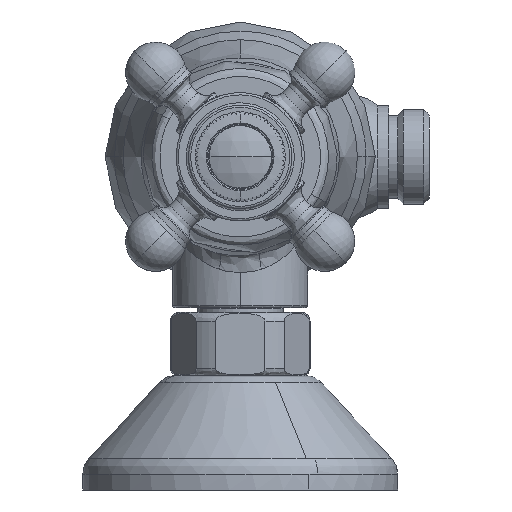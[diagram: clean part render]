
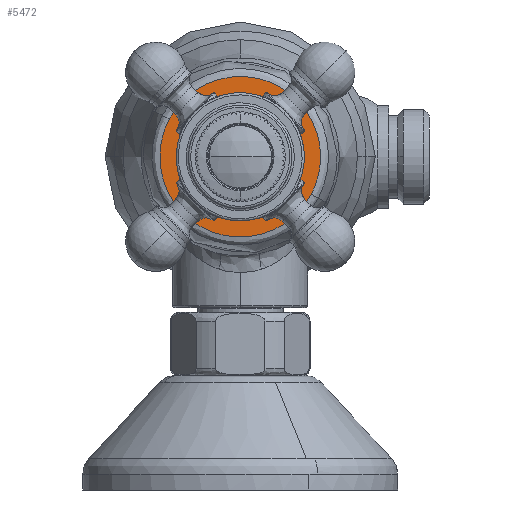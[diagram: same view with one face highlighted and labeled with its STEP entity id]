
A CAD part, left-side view. The second image highlights one B-rep face of the part: STEP entity #5472.
In plain terms, the highlighted face is planar.
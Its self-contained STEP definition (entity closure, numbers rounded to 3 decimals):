
#1434 = EDGE_LOOP ( 'NONE', ( #72941, #182806 ) ) ;
#3568 = CARTESIAN_POINT ( 'NONE',  ( 35.672, 33.9, -17.836 ) ) ;
#5472 = ADVANCED_FACE ( 'NONE', ( #36423, #8799 ), #110049, .F. ) ;
#8799 = FACE_BOUND ( 'NONE', #121358, .T. ) ;
#14590 = CARTESIAN_POINT ( 'NONE',  ( 0., 33.9, 8. ) ) ;
#15679 = CARTESIAN_POINT ( 'NONE',  ( -35.672, 33.9, 17.836 ) ) ;
#16232 = CARTESIAN_POINT ( 'NONE',  ( 35.672, 33.9, 17.836 ) ) ;
#19076 = CARTESIAN_POINT ( 'NONE',  ( 16., 33.9, -8. ) ) ;
#21132 =( BOUNDED_CURVE ( )  B_SPLINE_CURVE ( 3, ( #180091, #70081, #19076, #102384 ),
 .UNSPECIFIED., .F., .F. ) 
 B_SPLINE_CURVE_WITH_KNOTS ( ( 4, 4 ),
 ( 0., 1. ),
 .UNSPECIFIED. ) 
 CURVE ( )  GEOMETRIC_REPRESENTATION_ITEM ( )  RATIONAL_B_SPLINE_CURVE ( ( 0.957, 0.319, 0.319, 0.957 ) ) 
 REPRESENTATION_ITEM ( '' )  );
#32565 = CARTESIAN_POINT ( 'NONE',  ( 0., 33.9, -17.836 ) ) ;
#36423 = FACE_OUTER_BOUND ( 'NONE', #1434, .T. ) ;
#38359 = CARTESIAN_POINT ( 'NONE',  ( 0., 33.9, 8. ) ) ;
#42827 = CARTESIAN_POINT ( 'NONE',  ( 0., 33.9, 17.836 ) ) ;
#46278 = DIRECTION ( 'NONE',  ( 0., -1., 0. ) ) ;
#47913 = CARTESIAN_POINT ( 'NONE',  ( 0., 33.9, 17.836 ) ) ;
#48992 =( BOUNDED_CURVE ( )  B_SPLINE_CURVE ( 3, ( #140102, #61517, #94532, #14590 ),
 .UNSPECIFIED., .F., .T. ) 
 B_SPLINE_CURVE_WITH_KNOTS ( ( 4, 4 ),
 ( 0., 1. ),
 .UNSPECIFIED. ) 
 CURVE ( )  GEOMETRIC_REPRESENTATION_ITEM ( )  RATIONAL_B_SPLINE_CURVE ( ( 0.957, 0.319, 0.319, 0.957 ) ) 
 REPRESENTATION_ITEM ( '' )  );
#59839 =( BOUNDED_CURVE ( )  B_SPLINE_CURVE ( 3, ( #99570, #3568, #16232, #130456 ),
 .UNSPECIFIED., .F., .T. ) 
 B_SPLINE_CURVE_WITH_KNOTS ( ( 4, 4 ),
 ( 0., 1. ),
 .UNSPECIFIED. ) 
 CURVE ( )  GEOMETRIC_REPRESENTATION_ITEM ( )  RATIONAL_B_SPLINE_CURVE ( ( 0.97, 0.323, 0.323, 0.97 ) ) 
 REPRESENTATION_ITEM ( '' )  );
#61517 = CARTESIAN_POINT ( 'NONE',  ( -16., 33.9, -8. ) ) ;
#70081 = CARTESIAN_POINT ( 'NONE',  ( 16., 33.9, 8. ) ) ;
#71995 = ORIENTED_EDGE ( 'NONE', *, *, #195081, .F. ) ;
#72941 = ORIENTED_EDGE ( 'NONE', *, *, #181987, .F. ) ;
#81289 =( BOUNDED_CURVE ( )  B_SPLINE_CURVE ( 3, ( #47913, #15679, #206317, #32565 ),
 .UNSPECIFIED., .F., .T. ) 
 B_SPLINE_CURVE_WITH_KNOTS ( ( 4, 4 ),
 ( 0., 1. ),
 .UNSPECIFIED. ) 
 CURVE ( )  GEOMETRIC_REPRESENTATION_ITEM ( )  RATIONAL_B_SPLINE_CURVE ( ( 0.97, 0.323, 0.323, 0.97 ) ) 
 REPRESENTATION_ITEM ( '' )  );
#84434 = EDGE_CURVE ( 'NONE', #141623, #143770, #21132, .T. ) ;
#87083 = VERTEX_POINT ( 'NONE', #42827 ) ;
#91094 = EDGE_CURVE ( 'NONE', #108482, #87083, #59839, .T. ) ;
#91919 = CARTESIAN_POINT ( 'NONE',  ( -18.05, 33.9, 18.05 ) ) ;
#94532 = CARTESIAN_POINT ( 'NONE',  ( -16., 33.9, 8. ) ) ;
#99570 = CARTESIAN_POINT ( 'NONE',  ( 0., 33.9, -17.836 ) ) ;
#102384 = CARTESIAN_POINT ( 'NONE',  ( 0., 33.9, -8. ) ) ;
#108482 = VERTEX_POINT ( 'NONE', #120803 ) ;
#108679 = DIRECTION ( 'NONE',  ( 0., 0., -1. ) ) ;
#109491 = AXIS2_PLACEMENT_3D ( 'NONE', #91919, #46278, #108679 ) ;
#110049 = PLANE ( 'NONE',  #109491 ) ;
#120803 = CARTESIAN_POINT ( 'NONE',  ( 0., 33.9, -17.836 ) ) ;
#121358 = EDGE_LOOP ( 'NONE', ( #198671, #71995 ) ) ;
#130456 = CARTESIAN_POINT ( 'NONE',  ( 0., 33.9, 17.836 ) ) ;
#140102 = CARTESIAN_POINT ( 'NONE',  ( 0., 33.9, -8. ) ) ;
#141623 = VERTEX_POINT ( 'NONE', #38359 ) ;
#143770 = VERTEX_POINT ( 'NONE', #155281 ) ;
#155281 = CARTESIAN_POINT ( 'NONE',  ( 0., 33.9, -8. ) ) ;
#180091 = CARTESIAN_POINT ( 'NONE',  ( 0., 33.9, 8. ) ) ;
#181987 = EDGE_CURVE ( 'NONE', #87083, #108482, #81289, .T. ) ;
#182806 = ORIENTED_EDGE ( 'NONE', *, *, #91094, .F. ) ;
#195081 = EDGE_CURVE ( 'NONE', #143770, #141623, #48992, .T. ) ;
#198671 = ORIENTED_EDGE ( 'NONE', *, *, #84434, .F. ) ;
#206317 = CARTESIAN_POINT ( 'NONE',  ( -35.672, 33.9, -17.836 ) ) ;
